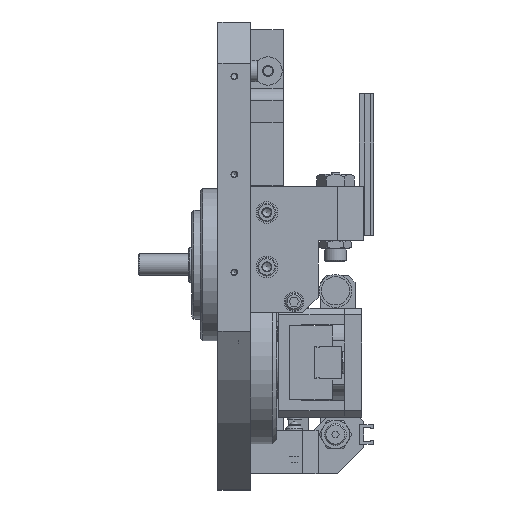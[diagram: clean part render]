
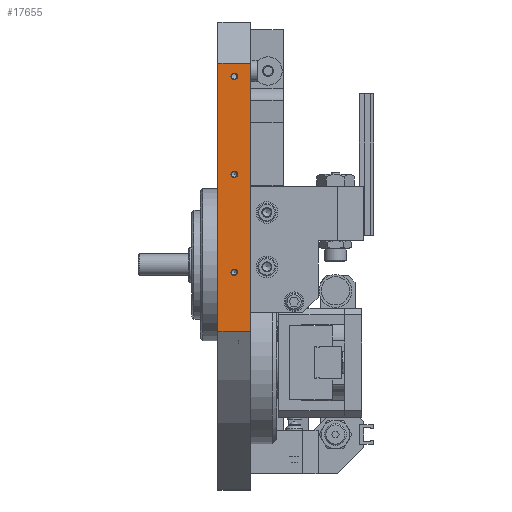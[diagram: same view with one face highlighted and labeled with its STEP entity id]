
A CAD part, front view. The second image highlights one B-rep face of the part: STEP entity #17655.
In plain terms, the highlighted planar face has unit normal (0, -1, 0).
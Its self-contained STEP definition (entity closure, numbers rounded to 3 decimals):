
#785=PLANE('',#19507);
#1346=LINE('',#27864,#2368);
#1348=LINE('',#27874,#2370);
#1349=LINE('',#27876,#2371);
#1350=LINE('',#27878,#2372);
#2368=VECTOR('',#21955,1000.);
#2370=VECTOR('',#21965,1000.);
#2371=VECTOR('',#21966,1000.);
#2372=VECTOR('',#21967,1000.);
#3528=ORIENTED_EDGE('',*,*,#7996,.T.);
#3529=ORIENTED_EDGE('',*,*,#7997,.T.);
#3530=ORIENTED_EDGE('',*,*,#7998,.T.);
#3531=ORIENTED_EDGE('',*,*,#7999,.T.);
#3532=ORIENTED_EDGE('',*,*,#8000,.F.);
#3533=ORIENTED_EDGE('',*,*,#8001,.F.);
#3534=ORIENTED_EDGE('',*,*,#7994,.T.);
#7994=EDGE_CURVE('',#10228,#10227,#1346,.T.);
#7996=EDGE_CURVE('',#10229,#10229,#11935,.T.);
#7997=EDGE_CURVE('',#10230,#10230,#11936,.T.);
#7998=EDGE_CURVE('',#10231,#10231,#11937,.T.);
#7999=EDGE_CURVE('',#10227,#10232,#1348,.T.);
#8000=EDGE_CURVE('',#10233,#10232,#1349,.T.);
#8001=EDGE_CURVE('',#10228,#10233,#1350,.T.);
#10227=VERTEX_POINT('',#27863);
#10228=VERTEX_POINT('',#27865);
#10229=VERTEX_POINT('',#27869);
#10230=VERTEX_POINT('',#27871);
#10231=VERTEX_POINT('',#27873);
#10232=VERTEX_POINT('',#27875);
#10233=VERTEX_POINT('',#27877);
#11935=CIRCLE('',#19508,1.5);
#11936=CIRCLE('',#19509,1.5);
#11937=CIRCLE('',#19510,1.5);
#13025=EDGE_LOOP('',(#3528));
#13026=EDGE_LOOP('',(#3529));
#13027=EDGE_LOOP('',(#3530));
#13028=EDGE_LOOP('',(#3531,#3532,#3533,#3534));
#15133=FACE_BOUND('',#13025,.T.);
#15134=FACE_BOUND('',#13026,.T.);
#15135=FACE_BOUND('',#13027,.T.);
#15136=FACE_BOUND('',#13028,.T.);
#17655=ADVANCED_FACE('',(#15133,#15134,#15135,#15136),#785,.F.);
#19507=AXIS2_PLACEMENT_3D('',#27867,#21957,#21958);
#19508=AXIS2_PLACEMENT_3D('',#27868,#21959,#21960);
#19509=AXIS2_PLACEMENT_3D('',#27870,#21961,#21962);
#19510=AXIS2_PLACEMENT_3D('',#27872,#21963,#21964);
#21955=DIRECTION('',(-1.,0.,0.));
#21957=DIRECTION('',(0.,1.,0.));
#21958=DIRECTION('',(0.,0.,1.));
#21959=DIRECTION('',(0.,1.,0.));
#21960=DIRECTION('',(0.,0.,1.));
#21961=DIRECTION('',(0.,1.,0.));
#21962=DIRECTION('',(0.,0.,1.));
#21963=DIRECTION('',(0.,1.,0.));
#21964=DIRECTION('',(0.,0.,1.));
#21965=DIRECTION('',(0.,0.,-1.));
#21966=DIRECTION('',(-1.,0.,0.));
#21967=DIRECTION('',(0.,0.,-1.));
#27863=CARTESIAN_POINT('',(-7.5,-58.5,137.5));
#27864=CARTESIAN_POINT('',(7.5,-58.5,137.5));
#27865=CARTESIAN_POINT('',(7.5,-58.5,137.5));
#27867=CARTESIAN_POINT('',(7.5,-58.5,137.5));
#27868=CARTESIAN_POINT('',(0.,-58.5,41.5));
#27869=CARTESIAN_POINT('',(0.,-58.5,43.));
#27870=CARTESIAN_POINT('',(0.,-58.5,86.5));
#27871=CARTESIAN_POINT('',(0.,-58.5,88.));
#27872=CARTESIAN_POINT('',(0.,-58.5,131.5));
#27873=CARTESIAN_POINT('',(0.,-58.5,133.));
#27874=CARTESIAN_POINT('',(-7.5,-58.5,137.5));
#27875=CARTESIAN_POINT('',(-7.5,-58.5,14.36));
#27876=CARTESIAN_POINT('',(7.5,-58.5,14.36));
#27877=CARTESIAN_POINT('',(7.5,-58.5,14.36));
#27878=CARTESIAN_POINT('',(7.5,-58.5,137.5));
